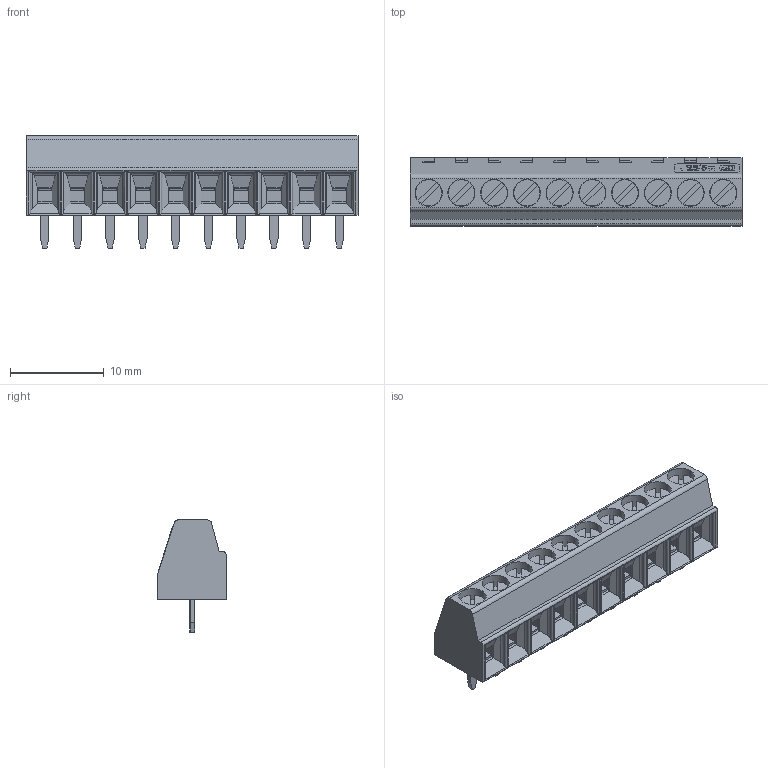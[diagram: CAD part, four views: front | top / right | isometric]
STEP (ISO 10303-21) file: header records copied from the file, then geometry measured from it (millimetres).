
FILE_DESCRIPTION(('STEP AP214'),'1');
FILE_NAME('cctmp_0A7A1DA5-325C-4B67-B00C-3780BBFF5AE0_2023_02_20_08_46_10_0773_12324..stp','2023-02-20T08:46:11',('PHOENIX CONTACT Deutschland GmbH'),('CADClick - www.CADClick.com'),'Spatial InterOp 3D',' ','unknown authorization');
FILE_SCHEMA(('AUTOMOTIVE_DESIGN'));
Length unit declared in the file: millimetre
Products named in the file (32): 2023_02_20_08_46_09_0287; 2023_02_20_08_46_10_0773; 2023_02_20_08_46_10_0757; 2023_02_20_08_46_10_0741; 2023_02_20_08_46_10_0726; 2023_02_20_08_46_10_0710; 2023_02_20_08_46_10_0694; 2023_02_20_08_46_10_0679; 2023_02_20_08_46_10_0663; 2023_02_20_08_46_10_0648; 2023_02_20_08_46_10_0632; 2023_02_20_08_46_10_0616; 2023_02_20_08_46_10_0601; 2023_02_20_08_46_10_0585; 2023_02_20_08_46_10_0569; 2023_02_20_08_46_10_0554; 2023_02_20_08_46_10_0538; 2023_02_20_08_46_10_0523; 2023_02_20_08_46_10_0507; 2023_02_20_08_46_10_0491; 2023_02_20_08_46_10_0476; 2023_02_20_08_46_10_0460; 2023_02_20_08_46_10_0444; 2023_02_20_08_46_10_0429; 2023_02_20_08_46_10_0413; 2023_02_20_08_46_10_0398; 2023_02_20_08_46_10_0382; 2023_02_20_08_46_10_0366; 2023_02_20_08_46_10_0351; 2023_02_20_08_46_10_0335; 2023_02_20_08_46_10_0319; 2023_02_20_08_46_10_0257
Assembly tree (31 placements, depth 2):
  2023_02_20_08_46_09_0287
    2023_02_20_08_46_10_0773
    2023_02_20_08_46_10_0757
    2023_02_20_08_46_10_0741
    2023_02_20_08_46_10_0726
    2023_02_20_08_46_10_0710
    2023_02_20_08_46_10_0694
    2023_02_20_08_46_10_0679
    2023_02_20_08_46_10_0663
    2023_02_20_08_46_10_0648
    2023_02_20_08_46_10_0632
    2023_02_20_08_46_10_0616
    2023_02_20_08_46_10_0601
    2023_02_20_08_46_10_0585
    2023_02_20_08_46_10_0569
    2023_02_20_08_46_10_0554
    2023_02_20_08_46_10_0538
    2023_02_20_08_46_10_0523
    2023_02_20_08_46_10_0507
    2023_02_20_08_46_10_0491
    2023_02_20_08_46_10_0476
    2023_02_20_08_46_10_0460
    2023_02_20_08_46_10_0444
    2023_02_20_08_46_10_0429
    2023_02_20_08_46_10_0413
    2023_02_20_08_46_10_0398
    2023_02_20_08_46_10_0382
    2023_02_20_08_46_10_0366
    2023_02_20_08_46_10_0351
    2023_02_20_08_46_10_0335
    2023_02_20_08_46_10_0319
    2023_02_20_08_46_10_0257
Bounding box: 35.5 x 7.3 x 12 mm (x, y, z)
Volume: 1329.5 mm3; surface area: 4270.7 mm2
Topology: 31 solids, 31 shells, 1504 faces, 4165 edges, 2730 vertices
Faces by surface type: plane 1168, cylinder 322, extrusion 11, bspline 3
Entity records: 69630 total; most frequent: CARTESIAN_POINT 10240, ORIENTED_EDGE 8330, DIRECTION 7851, EDGE_CURVE 4165, VECTOR 3359, LINE 3348, STYLED_ITEM 3005, PRESENTATION_STYLE_ASSIGNMENT 3005
